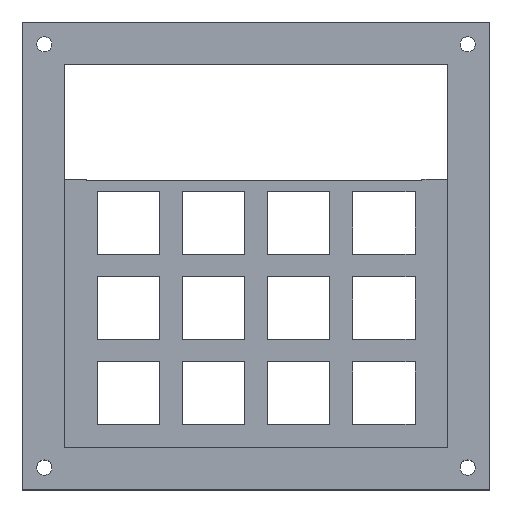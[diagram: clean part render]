
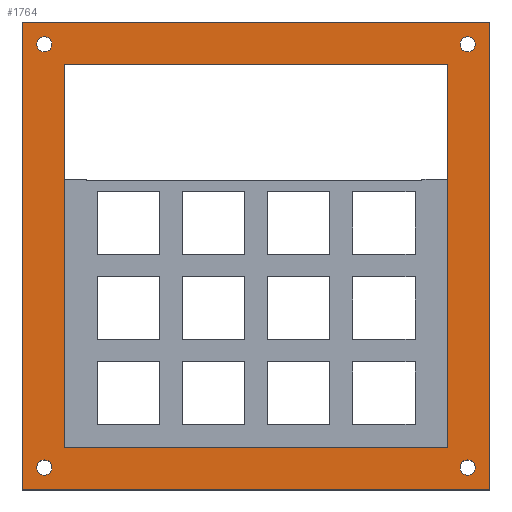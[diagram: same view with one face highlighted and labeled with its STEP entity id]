
A CAD part, top view. The second image highlights one B-rep face of the part: STEP entity #1764.
In plain terms, the highlighted planar face has unit normal (0, 0, 1).
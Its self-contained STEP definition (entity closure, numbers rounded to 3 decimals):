
#31=FACE_BOUND('',#259,.T.);
#32=FACE_BOUND('',#260,.T.);
#33=FACE_BOUND('',#261,.T.);
#34=FACE_BOUND('',#262,.T.);
#35=FACE_BOUND('',#263,.T.);
#80=PLANE('',#1878);
#162=FACE_OUTER_BOUND('',#258,.T.);
#258=EDGE_LOOP('',(#1335,#1336,#1337,#1338));
#259=EDGE_LOOP('',(#1339));
#260=EDGE_LOOP('',(#1340,#1341,#1342,#1343));
#261=EDGE_LOOP('',(#1344));
#262=EDGE_LOOP('',(#1345));
#263=EDGE_LOOP('',(#1346));
#399=LINE('',#2505,#625);
#401=LINE('',#2510,#627);
#402=LINE('',#2512,#628);
#403=LINE('',#2514,#629);
#404=LINE('',#2515,#630);
#405=LINE('',#2519,#631);
#406=LINE('',#2521,#632);
#407=LINE('',#2522,#633);
#625=VECTOR('',#2058,10.);
#627=VECTOR('',#2062,10.);
#628=VECTOR('',#2063,10.);
#629=VECTOR('',#2064,10.);
#630=VECTOR('',#2065,10.);
#631=VECTOR('',#2068,10.);
#632=VECTOR('',#2069,10.);
#633=VECTOR('',#2070,10.);
#825=CIRCLE('',#1879,1.7);
#826=CIRCLE('',#1880,1.7);
#827=CIRCLE('',#1881,1.7);
#828=CIRCLE('',#1882,1.7);
#867=VERTEX_POINT('',#2502);
#868=VERTEX_POINT('',#2504);
#869=VERTEX_POINT('',#2508);
#870=VERTEX_POINT('',#2509);
#871=VERTEX_POINT('',#2511);
#872=VERTEX_POINT('',#2513);
#873=VERTEX_POINT('',#2516);
#874=VERTEX_POINT('',#2518);
#875=VERTEX_POINT('',#2520);
#876=VERTEX_POINT('',#2523);
#877=VERTEX_POINT('',#2525);
#878=VERTEX_POINT('',#2527);
#1047=EDGE_CURVE('',#868,#867,#399,.T.);
#1049=EDGE_CURVE('',#869,#870,#401,.T.);
#1050=EDGE_CURVE('',#870,#871,#402,.T.);
#1051=EDGE_CURVE('',#871,#872,#403,.T.);
#1052=EDGE_CURVE('',#872,#869,#404,.T.);
#1053=EDGE_CURVE('',#873,#873,#825,.T.);
#1054=EDGE_CURVE('',#867,#874,#405,.T.);
#1055=EDGE_CURVE('',#874,#875,#406,.T.);
#1056=EDGE_CURVE('',#875,#868,#407,.T.);
#1057=EDGE_CURVE('',#876,#876,#826,.T.);
#1058=EDGE_CURVE('',#877,#877,#827,.T.);
#1059=EDGE_CURVE('',#878,#878,#828,.T.);
#1335=ORIENTED_EDGE('',*,*,#1049,.T.);
#1336=ORIENTED_EDGE('',*,*,#1050,.T.);
#1337=ORIENTED_EDGE('',*,*,#1051,.T.);
#1338=ORIENTED_EDGE('',*,*,#1052,.T.);
#1339=ORIENTED_EDGE('',*,*,#1053,.T.);
#1340=ORIENTED_EDGE('',*,*,#1047,.T.);
#1341=ORIENTED_EDGE('',*,*,#1054,.T.);
#1342=ORIENTED_EDGE('',*,*,#1055,.T.);
#1343=ORIENTED_EDGE('',*,*,#1056,.T.);
#1344=ORIENTED_EDGE('',*,*,#1057,.T.);
#1345=ORIENTED_EDGE('',*,*,#1058,.T.);
#1346=ORIENTED_EDGE('',*,*,#1059,.T.);
#1764=ADVANCED_FACE('',(#162,#31,#32,#33,#34,#35),#80,.T.);
#1878=AXIS2_PLACEMENT_3D('',#2507,#2060,#2061);
#1879=AXIS2_PLACEMENT_3D('',#2517,#2066,#2067);
#1880=AXIS2_PLACEMENT_3D('',#2524,#2071,#2072);
#1881=AXIS2_PLACEMENT_3D('',#2526,#2073,#2074);
#1882=AXIS2_PLACEMENT_3D('',#2528,#2075,#2076);
#2058=DIRECTION('',(-1.,0.,0.));
#2060=DIRECTION('center_axis',(0.,0.,1.));
#2061=DIRECTION('ref_axis',(1.,0.,0.));
#2062=DIRECTION('',(-1.,0.,0.));
#2063=DIRECTION('',(0.,-1.,0.));
#2064=DIRECTION('',(1.,0.,0.));
#2065=DIRECTION('',(0.,1.,0.));
#2066=DIRECTION('center_axis',(0.,0.,-1.));
#2067=DIRECTION('ref_axis',(1.,0.,0.));
#2068=DIRECTION('',(0.,1.,0.));
#2069=DIRECTION('',(1.,0.,0.));
#2070=DIRECTION('',(0.,-1.,0.));
#2071=DIRECTION('center_axis',(0.,0.,-1.));
#2072=DIRECTION('ref_axis',(1.,0.,0.));
#2073=DIRECTION('center_axis',(0.,0.,-1.));
#2074=DIRECTION('ref_axis',(1.,0.,0.));
#2075=DIRECTION('center_axis',(0.,0.,-1.));
#2076=DIRECTION('ref_axis',(1.,0.,0.));
#2502=CARTESIAN_POINT('',(0.,0.,12.5));
#2504=CARTESIAN_POINT('',(85.725,0.,12.5));
#2505=CARTESIAN_POINT('',(64.294,0.,12.5));
#2507=CARTESIAN_POINT('Origin',(42.863,42.863,12.5));
#2508=CARTESIAN_POINT('',(95.225,95.225,12.5));
#2509=CARTESIAN_POINT('',(-9.5,95.225,12.5));
#2510=CARTESIAN_POINT('',(69.044,95.225,12.5));
#2511=CARTESIAN_POINT('',(-9.5,-9.5,12.5));
#2512=CARTESIAN_POINT('',(-9.5,69.044,12.5));
#2513=CARTESIAN_POINT('',(95.225,-9.5,12.5));
#2514=CARTESIAN_POINT('',(16.681,-9.5,12.5));
#2515=CARTESIAN_POINT('',(95.225,16.681,12.5));
#2516=CARTESIAN_POINT('',(91.925,90.225,12.5));
#2517=CARTESIAN_POINT('Origin',(90.225,90.225,12.5));
#2518=CARTESIAN_POINT('',(0.,85.725,12.5));
#2519=CARTESIAN_POINT('',(0.,21.431,12.5));
#2520=CARTESIAN_POINT('',(85.725,85.725,12.5));
#2521=CARTESIAN_POINT('',(21.431,85.725,12.5));
#2522=CARTESIAN_POINT('',(85.725,64.294,12.5));
#2523=CARTESIAN_POINT('',(91.925,-4.5,12.5));
#2524=CARTESIAN_POINT('Origin',(90.225,-4.5,12.5));
#2525=CARTESIAN_POINT('',(-2.8,90.225,12.5));
#2526=CARTESIAN_POINT('Origin',(-4.5,90.225,12.5));
#2527=CARTESIAN_POINT('',(-2.8,-4.5,12.5));
#2528=CARTESIAN_POINT('Origin',(-4.5,-4.5,12.5));
